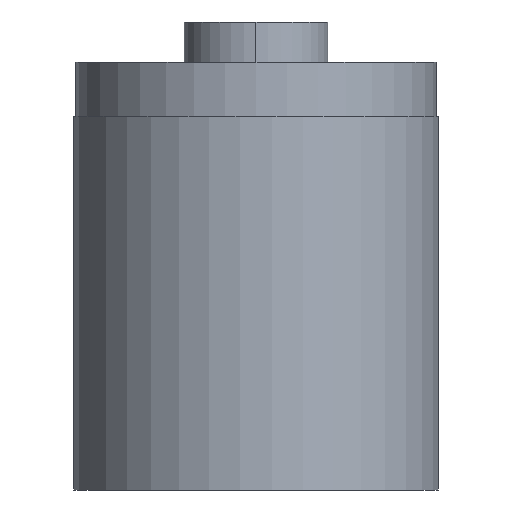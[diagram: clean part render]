
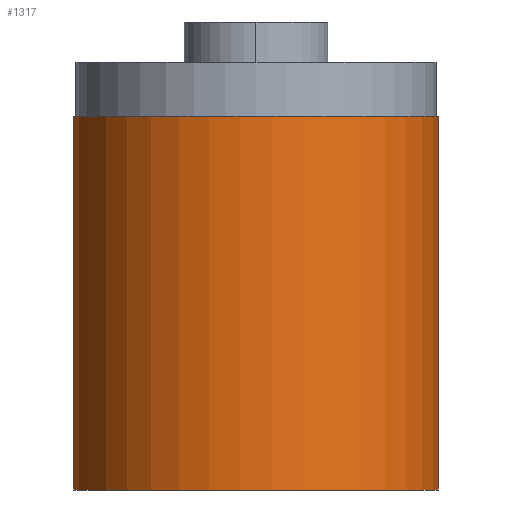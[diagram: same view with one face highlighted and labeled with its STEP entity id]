
A CAD part, front view. The second image highlights one B-rep face of the part: STEP entity #1317.
In plain terms, the highlighted cylindrical face has radius 32.258 mm (diameter 64.516 mm), a partial arc.
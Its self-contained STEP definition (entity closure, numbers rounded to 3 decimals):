
#149=CARTESIAN_POINT('',(0.,0.,0.));
#150=DIRECTION('',(0.,0.,1.));
#151=DIRECTION('',(-0.906,0.423,0.));
#152=AXIS2_PLACEMENT_3D('',#149,#150,#151);
#251=DIRECTION('',(0.,0.,1.));
#252=VECTOR('',#251,65.862);
#253=CARTESIAN_POINT('',(29.234,13.636,0.));
#254=LINE('',#253,#252);
#258=DIRECTION('',(0.,0.,1.));
#259=VECTOR('',#258,65.862);
#260=CARTESIAN_POINT('',(-29.234,13.636,0.));
#261=LINE('',#260,#259);
#286=CARTESIAN_POINT('',(0.,0.,65.862));
#287=DIRECTION('',(0.,0.,1.));
#288=DIRECTION('',(-0.906,0.423,0.));
#289=AXIS2_PLACEMENT_3D('',#286,#287,#288);
#938=CARTESIAN_POINT('',(-29.234,13.636,0.));
#939=VERTEX_POINT('',#938);
#940=CARTESIAN_POINT('',(29.234,13.636,0.));
#941=VERTEX_POINT('',#940);
#946=CARTESIAN_POINT('',(-29.234,13.636,65.862));
#947=VERTEX_POINT('',#946);
#948=CARTESIAN_POINT('',(29.234,13.636,65.862));
#949=VERTEX_POINT('',#948);
#1304=CARTESIAN_POINT('',(0.,0.,0.));
#1305=DIRECTION('',(0.,0.,1.));
#1306=DIRECTION('',(1.,0.,0.));
#1307=AXIS2_PLACEMENT_3D('',#1304,#1305,#1306);
#1308=CYLINDRICAL_SURFACE('',#1307,32.258);
#1309=ORIENTED_EDGE('',*,*,#1239,.F.);
#1311=ORIENTED_EDGE('',*,*,#1310,.T.);
#1313=ORIENTED_EDGE('',*,*,#1312,.T.);
#1314=ORIENTED_EDGE('',*,*,#1296,.F.);
#1315=EDGE_LOOP('',(#1309,#1311,#1313,#1314));
#1316=FACE_OUTER_BOUND('',#1315,.F.);
#153=CIRCLE('',#152,32.258);
#290=CIRCLE('',#289,32.258);
#1239=EDGE_CURVE('',#939,#941,#153,.T.);
#1296=EDGE_CURVE('',#941,#949,#254,.T.);
#1310=EDGE_CURVE('',#939,#947,#261,.T.);
#1312=EDGE_CURVE('',#947,#949,#290,.T.);
#1317=ADVANCED_FACE('',(#1316),#1308,.T.);
